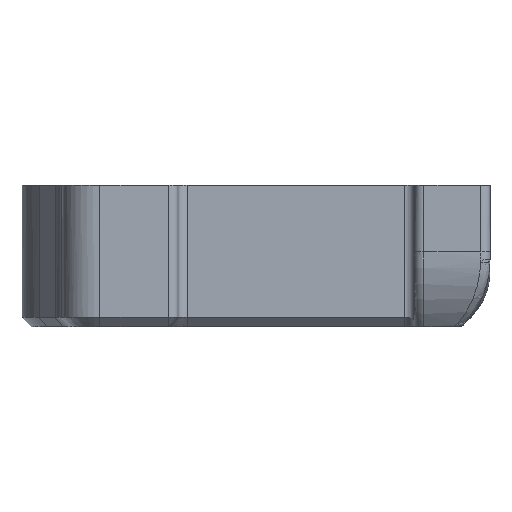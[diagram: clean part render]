
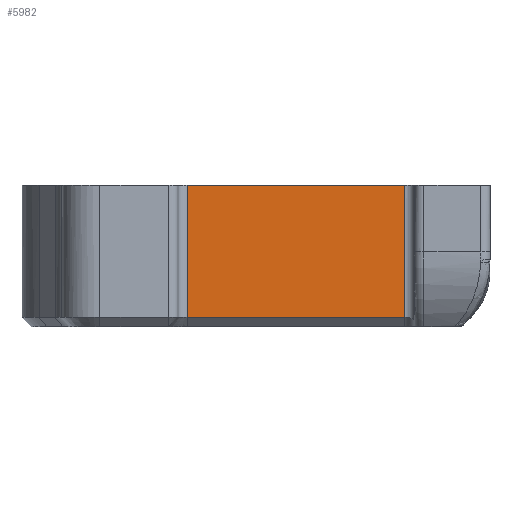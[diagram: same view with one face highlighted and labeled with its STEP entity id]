
A CAD part, front view. The second image highlights one B-rep face of the part: STEP entity #5982.
In plain terms, the highlighted planar face has unit normal (0, -1, 0).
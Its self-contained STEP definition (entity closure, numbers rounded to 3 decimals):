
#2920=DIRECTION('',(0.,0.,1.));
#2921=VECTOR('',#2920,14.);
#2922=CARTESIAN_POINT('',(373.007,-288.573,35.406));
#2923=LINE('',#2922,#2921);
#2927=DIRECTION('',(-1.,0.,0.));
#2928=VECTOR('',#2927,23.);
#2929=CARTESIAN_POINT('',(373.007,-288.573,35.406));
#2930=LINE('',#2929,#2928);
#2934=DIRECTION('',(0.,0.,1.));
#2935=VECTOR('',#2934,14.);
#2936=CARTESIAN_POINT('',(350.007,-288.573,35.406));
#2937=LINE('',#2936,#2935);
#2941=DIRECTION('',(1.,0.,0.));
#2942=VECTOR('',#2941,23.);
#2943=CARTESIAN_POINT('',(350.007,-288.573,49.406));
#2944=LINE('',#2943,#2942);
#3511=CARTESIAN_POINT('',(350.007,-288.573,49.406));
#3513=VERTEX_POINT('',#3511);
#3514=CARTESIAN_POINT('',(350.007,-288.573,35.406));
#3515=VERTEX_POINT('',#3514);
#3537=CARTESIAN_POINT('',(373.007,-288.573,35.406));
#3539=VERTEX_POINT('',#3537);
#3546=CARTESIAN_POINT('',(373.007,-288.573,49.406));
#3547=VERTEX_POINT('',#3546);
#5970=CARTESIAN_POINT('',(376.507,-288.573,64.406));
#5971=DIRECTION('',(0.,1.,0.));
#5972=DIRECTION('',(0.,0.,-1.));
#5973=AXIS2_PLACEMENT_3D('',#5970,#5971,#5972);
#5974=PLANE('',#5973);
#5976=ORIENTED_EDGE('',*,*,#5975,.F.);
#5977=ORIENTED_EDGE('',*,*,#5770,.T.);
#5978=ORIENTED_EDGE('',*,*,#5962,.T.);
#5979=ORIENTED_EDGE('',*,*,#3678,.T.);
#5980=EDGE_LOOP('',(#5976,#5977,#5978,#5979));
#5981=FACE_OUTER_BOUND('',#5980,.F.);
#5982=ADVANCED_FACE('',(#5981),#5974,.F.);
#3678=EDGE_CURVE('',#3513,#3547,#2944,.T.);
#5770=EDGE_CURVE('',#3539,#3515,#2930,.T.);
#5962=EDGE_CURVE('',#3515,#3513,#2937,.T.);
#5975=EDGE_CURVE('',#3539,#3547,#2923,.T.);
